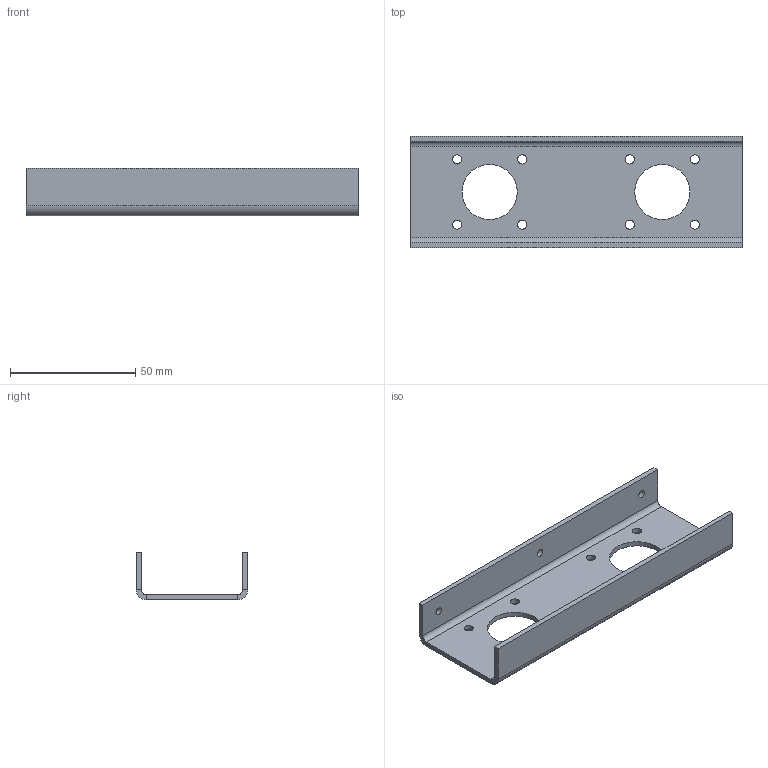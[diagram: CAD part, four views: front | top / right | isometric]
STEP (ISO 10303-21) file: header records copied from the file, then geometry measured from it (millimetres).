
FILE_DESCRIPTION(/* description */ (''),/* implementation_level */ '2;1');
FILE_NAME(/* name */ 'motor mounts x4 .step',/* time_stamp */ '2023-06-30T13:39:06-04:00',/* author */ (''),/* organization */ (''),/* preprocessor_version */ 'ST-DEVELOPER v19.2',/* originating_system */ 'Autodesk Translation Framework v12.6.0.85',/* authorisation */ '');
FILE_SCHEMA (('AUTOMOTIVE_DESIGN { 1 0 10303 214 3 1 1 }'));
Length unit declared in the file: inch
Products named in the file (1): motor mounts
Bounding box: 132.33 x 44.45 x 19.05 mm (x, y, z)
Volume: 18637.6 mm3; surface area: 19718.7 mm2
Topology: 1 solids, 1 shells, 35 faces, 83 edges, 50 vertices
Faces by surface type: plane 18, cylinder 17
Full cylindrical faces by diameter (mm): 3.175 x3, 3.658 x8, 22 x2
Entity records: 1090 total; most frequent: DIRECTION 189, CARTESIAN_POINT 169, ORIENTED_EDGE 166, EDGE_CURVE 83, AXIS2_PLACEMENT_3D 70, EDGE_LOOP 61, VERTEX_POINT 50, LINE 49
